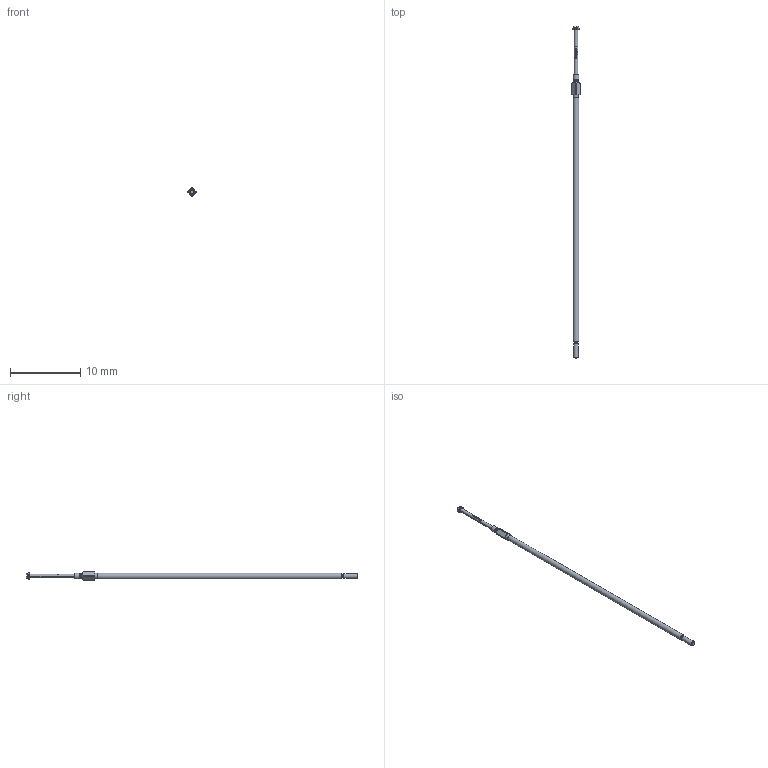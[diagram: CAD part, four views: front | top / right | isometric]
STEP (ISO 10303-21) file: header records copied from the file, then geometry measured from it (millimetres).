
FILE_DESCRIPTION (( 'STEP AP203' ), '1' );
FILE_NAME ('INGUN_GKS-050_306_090_A_xx03_M.STEP', '2025-03-18T12:27:23', ( '' ), ( '' ), 'SwSTEP 2.0', 'SolidWorks 2023', '' );
FILE_SCHEMA (( 'CONFIG_CONTROL_DESIGN' ));
Length unit declared in the file: millimetre
Products named in the file (1): INGUN_GKS-050_306_090_A_xx03_M
Bounding box: 1.15 x 47.3 x 1.15 mm (x, y, z)
Volume: 21.5 mm3; surface area: 114.8 mm2
Topology: 1 solids, 1 shells, 137 faces, 328 edges, 203 vertices
Faces by surface type: plane 77, cylinder 24, bspline 22, torus 8, cone 6
Entity records: 4251 total; most frequent: CARTESIAN_POINT 1195, ORIENTED_EDGE 656, DIRECTION 552, EDGE_CURVE 328, AXIS2_PLACEMENT_3D 206, VERTEX_POINT 203, EDGE_LOOP 147, VECTOR 140
